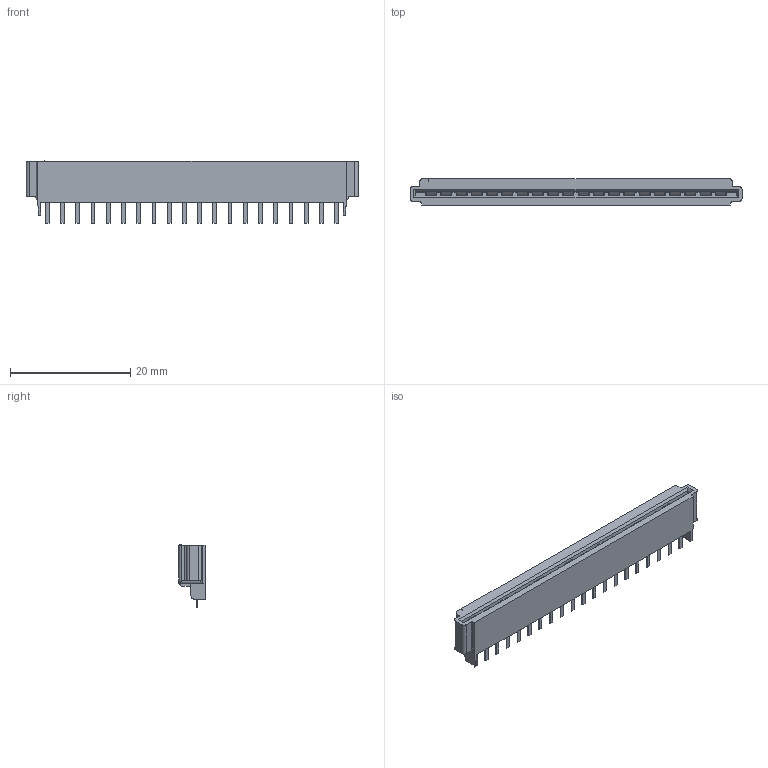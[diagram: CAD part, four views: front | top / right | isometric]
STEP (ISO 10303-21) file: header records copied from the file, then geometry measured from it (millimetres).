
FILE_DESCRIPTION((''),'2;1');
FILE_NAME('C-7-520315-0','2019-02-27T04:19:31',('workeradm'),('TE Connectivity Ltd.'),'CREO PARAMETRIC BY PTC INC, 2018190','CREO PARAMETRIC BY PTC INC, 2018190','');
FILE_SCHEMA(('AUTOMOTIVE_DESIGN { 1 0 10303 214 1 1 1 1 }'));
Length unit declared in the file: millimetre
Products named in the file (1): C-7-520315-0
Bounding box: 55.32 x 4.39 x 10.49 mm (x, y, z)
Volume: 1391.4 mm3; surface area: 2157.9 mm2
Topology: 1 solids, 1 shells, 659 faces, 1761 edges, 1186 vertices
Faces by surface type: plane 525, cylinder 74, bspline 20, torus 20, cone 20
Entity records: 22446 total; most frequent: CARTESIAN_POINT 5891, ORIENTED_EDGE 3522, DIRECTION 3067, EDGE_CURVE 1761, VECTOR 1469, LINE 1469, VERTEX_POINT 1186, EDGE_LOOP 821
